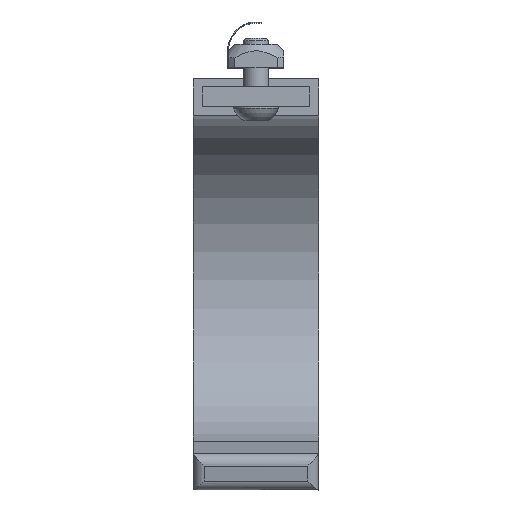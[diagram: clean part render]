
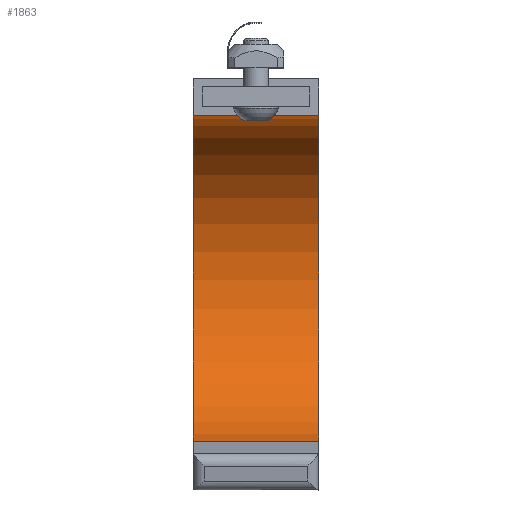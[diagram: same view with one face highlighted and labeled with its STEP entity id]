
A CAD part, top view. The second image highlights one B-rep face of the part: STEP entity #1863.
In plain terms, the highlighted cylindrical face has radius 38.608 mm (diameter 77.216 mm), a partial arc.
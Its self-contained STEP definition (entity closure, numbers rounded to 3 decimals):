
#156=CYLINDRICAL_SURFACE('',#2018,38.608);
#228=FACE_OUTER_BOUND('',#341,.T.);
#341=EDGE_LOOP('',(#1557,#1558,#1559,#1560));
#494=LINE('',#3081,#666);
#495=LINE('',#3084,#667);
#666=VECTOR('',#2392,1000.);
#667=VECTOR('',#2395,1000.);
#783=CIRCLE('',#2016,38.608);
#785=CIRCLE('',#2019,38.608);
#916=VERTEX_POINT('',#3071);
#917=VERTEX_POINT('',#3073);
#919=VERTEX_POINT('',#3080);
#920=VERTEX_POINT('',#3082);
#1144=EDGE_CURVE('',#916,#917,#783,.T.);
#1148=EDGE_CURVE('',#919,#916,#494,.T.);
#1149=EDGE_CURVE('',#919,#920,#785,.T.);
#1150=EDGE_CURVE('',#920,#917,#495,.T.);
#1557=ORIENTED_EDGE('',*,*,#1144,.F.);
#1558=ORIENTED_EDGE('',*,*,#1148,.F.);
#1559=ORIENTED_EDGE('',*,*,#1149,.T.);
#1560=ORIENTED_EDGE('',*,*,#1150,.T.);
#1863=ADVANCED_FACE('',(#228),#156,.F.);
#2016=AXIS2_PLACEMENT_3D('',#3074,#2384,#2385);
#2018=AXIS2_PLACEMENT_3D('',#3079,#2390,#2391);
#2019=AXIS2_PLACEMENT_3D('',#3083,#2393,#2394);
#2384=DIRECTION('center_axis',(1.,0.,0.));
#2385=DIRECTION('ref_axis',(0.,1.,0.));
#2390=DIRECTION('center_axis',(-1.,0.,0.));
#2391=DIRECTION('ref_axis',(0.,-1.,0.));
#2392=DIRECTION('',(-1.,0.,0.));
#2393=DIRECTION('center_axis',(1.,0.,0.));
#2394=DIRECTION('ref_axis',(0.,1.,0.));
#2395=DIRECTION('',(-1.,0.,0.));
#3071=CARTESIAN_POINT('',(-5014.732,4914.767,-5096.711));
#3073=CARTESIAN_POINT('',(-5014.732,4991.396,-5090.007));
#3074=CARTESIAN_POINT('Origin',(-5014.732,4952.788,-5090.007));
#3079=CARTESIAN_POINT('Origin',(-4987.3,4952.788,-5090.007));
#3080=CARTESIAN_POINT('',(-4985.268,4914.767,-5096.711));
#3081=CARTESIAN_POINT('',(-4987.3,4914.767,-5096.711));
#3082=CARTESIAN_POINT('',(-4985.268,4991.396,-5090.007));
#3083=CARTESIAN_POINT('Origin',(-4985.268,4952.788,-5090.007));
#3084=CARTESIAN_POINT('',(-4987.3,4991.396,-5090.007));
